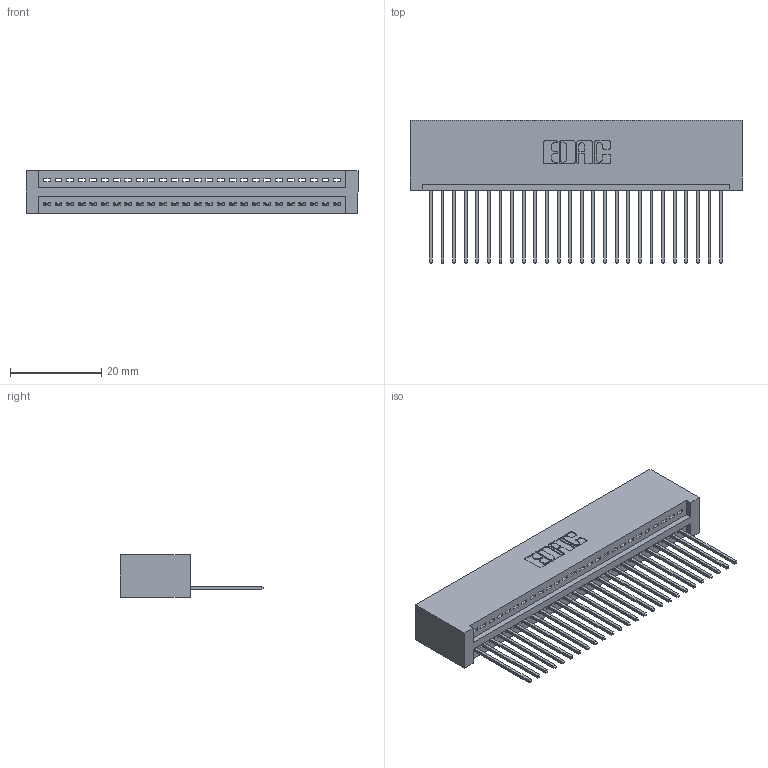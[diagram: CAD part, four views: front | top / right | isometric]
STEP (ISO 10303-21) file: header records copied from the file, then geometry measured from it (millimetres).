
FILE_DESCRIPTION (( 'STEP AP203' ), '1' );
FILE_NAME ('395-026-542-101.STEP', '2019-10-18T09:57:39', ( '' ), ( '' ), 'SwSTEP 2.0', 'SolidWorks 2016', '' );
FILE_SCHEMA (( 'CONFIG_CONTROL_DESIGN' ));
Length unit declared in the file: inch
Products named in the file (3): 395-026-542-101; 345-292-001_345-293-142; 345 Part_No Mounting Lugs
Assembly tree (27 placements, depth 2):
  395-026-542-101
    345 Part_No Mounting Lugs
    345-292-001_345-293-142  x26
Bounding box: 72.64 x 31.29 x 9.4 mm (x, y, z)
Volume: 7410.9 mm3; surface area: 10187 mm2
Topology: 27 solids, 27 shells, 1626 faces, 4893 edges, 3226 vertices
Faces by surface type: plane 1116, cylinder 510
Entity records: 21463 total; most frequent: CARTESIAN_POINT 3726, ORIENTED_EDGE 3686, DIRECTION 3271, EDGE_CURVE 1843, LINE 1615, VECTOR 1615, VERTEX_POINT 1226, AXIS2_PLACEMENT_3D 828
